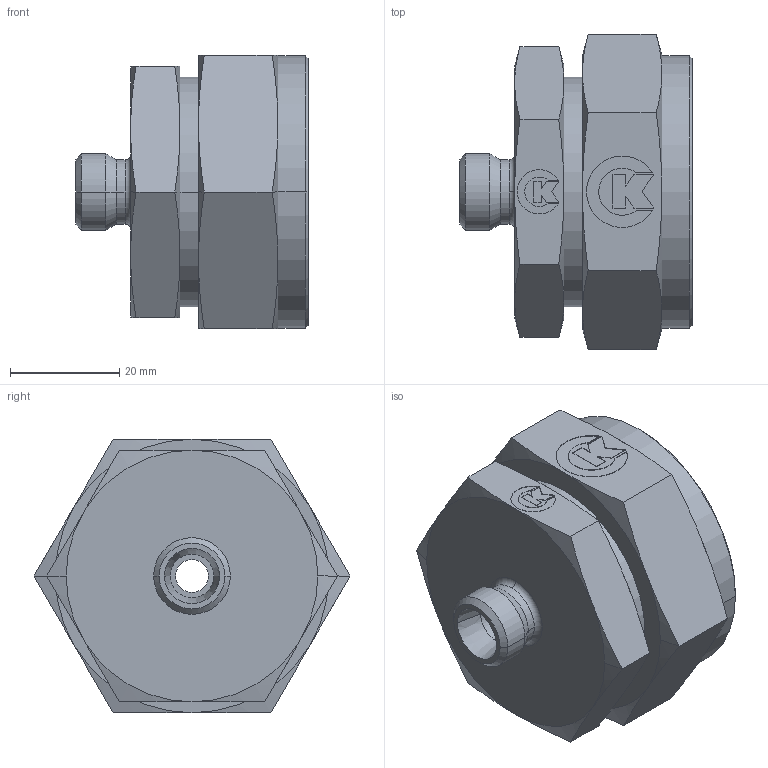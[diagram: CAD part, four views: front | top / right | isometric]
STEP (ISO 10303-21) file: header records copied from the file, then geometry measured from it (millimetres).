
FILE_DESCRIPTION( ( '' ), '1' );
FILE_NAME( '31713508.stp', '2012-08-14T09:58:31', ( '' ), ( '' ), ' ', ' ', ' ' );
FILE_SCHEMA( ( 'CONFIG_CONTROL_DESIGN' ) );
Length unit declared in the file: millimetre
Products named in the file (1): 1
Bounding box: 42.4 x 57.73 x 50 mm (x, y, z)
Volume: 43847.6 mm3; surface area: 15950.5 mm2
Topology: 1 solids, 2 shells, 178 faces, 423 edges, 265 vertices
Faces by surface type: plane 84, cone 54, cylinder 32, torus 8
Entity records: 5106 total; most frequent: CARTESIAN_POINT 963, DIRECTION 878, ORIENTED_EDGE 846, EDGE_CURVE 423, AXIS2_PLACEMENT_3D 324, VERTEX_POINT 265, LINE 230, VECTOR 230
